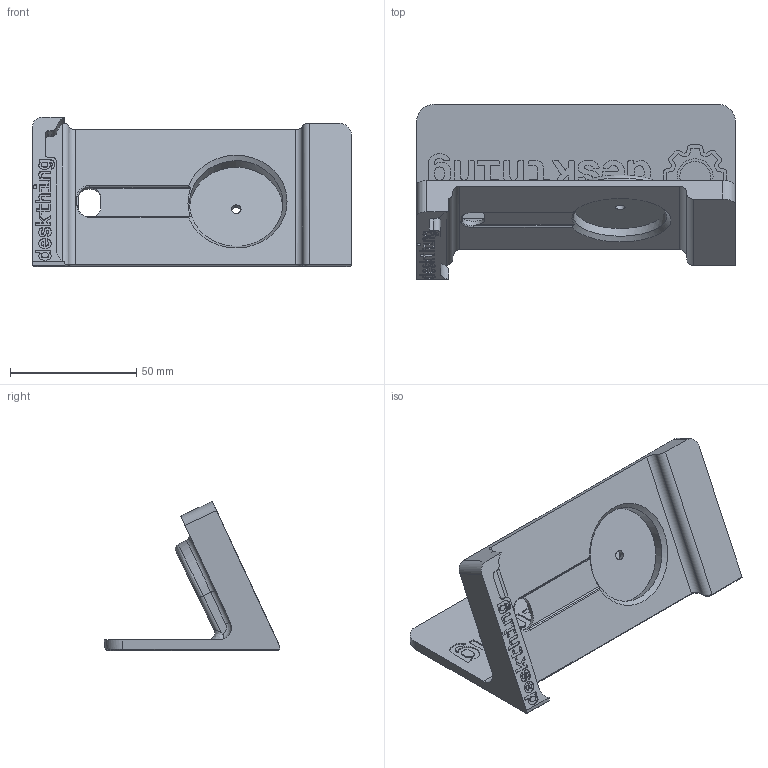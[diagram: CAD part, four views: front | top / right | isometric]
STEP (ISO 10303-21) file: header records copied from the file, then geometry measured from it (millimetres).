
FILE_DESCRIPTION(/* description */ ('STEP AP242','CAx-IF Rec.Pracs.---Representation and Presentation of Product Manufacturing Information (PMI)---4.0---2014-10-13','CAx-IF Rec.Pracs.---3D Tessellated Geometry---0.4---2014-09-14','2;1'),/* implementation_level */ '2;1');
FILE_NAME(/* name */ '67606e2501bd045a6a9ad6c4',/* time_stamp */ '2024-12-16T18:15:03Z',/* author */ (''),/* organization */ (''),/* preprocessor_version */ 'ST-DEVELOPER v20',/* originating_system */ 'ONSHAPE BY PTC INC, 1.191',/* authorisation */ ' ');
FILE_SCHEMA (('AP242_MANAGED_MODEL_BASED_3D_ENGINEERING_MIM_LF { 1 0 10303 442 1 1 4 }'));
Length unit declared in the file: metre
Products named in the file (1): Final - MC
Bounding box: 126.25 x 69.44 x 59.07 mm (x, y, z)
Volume: 68255.3 mm3; surface area: 32729.7 mm2
Topology: 1 solids, 1 shells, 1551 faces, 4533 edges, 3015 vertices
Faces by surface type: plane 1500, cylinder 36, bspline 11, torus 4
Full cylindrical faces by diameter (mm): 3.8 x1, 6.5 x1, 37 x1
Entity records: 50881 total; most frequent: CARTESIAN_POINT 9641, ORIENTED_EDGE 9054, DIRECTION 7634, EDGE_CURVE 4527, LINE 4416, VECTOR 4416, VERTEX_POINT 3013, AXIS2_PLACEMENT_3D 1609
